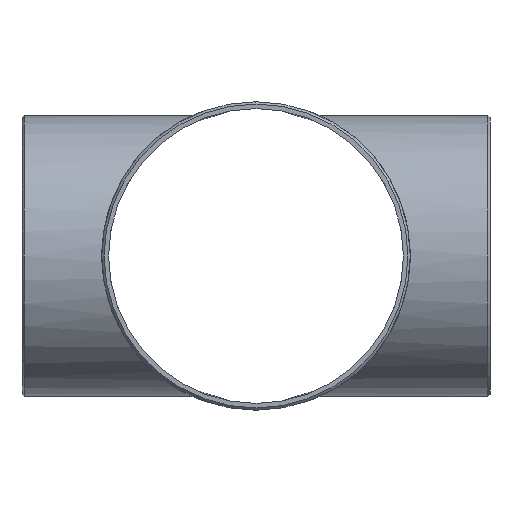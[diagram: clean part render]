
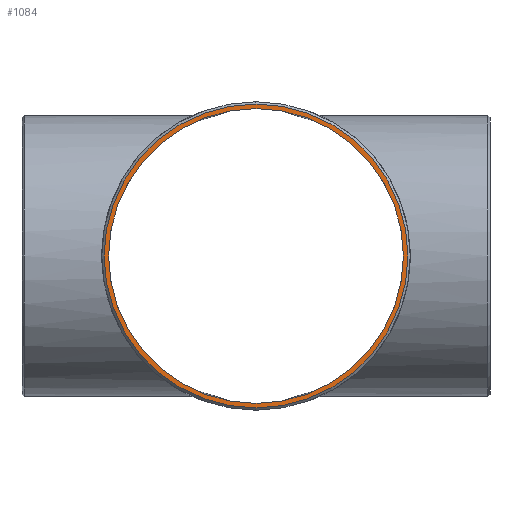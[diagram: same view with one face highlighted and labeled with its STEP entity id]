
A CAD part, left-side view. The second image highlights one B-rep face of the part: STEP entity #1084.
In plain terms, the highlighted planar face has unit normal (-1, 0, 0).
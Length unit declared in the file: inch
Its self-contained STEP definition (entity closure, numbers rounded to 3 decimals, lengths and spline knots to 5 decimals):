
#12 = EDGE_CURVE ( 'NONE', #49, #842, #1514, .T. ) ;
#49 = VERTEX_POINT ( 'NONE', #1140 ) ;
#149 = DIRECTION ( 'NONE',  ( 0., 0., -1. ) ) ;
#172 = DIRECTION ( 'NONE',  ( -1., 0., 0. ) ) ;
#174 = CARTESIAN_POINT ( 'NONE',  ( -11., 0., -6.896 ) ) ;
#196 = CARTESIAN_POINT ( 'NONE',  ( -11., 0., 0. ) ) ;
#264 = AXIS2_PLACEMENT_3D ( 'NONE', #196, #697, #935 ) ;
#331 = DIRECTION ( 'NONE',  ( 1., 0., 0. ) ) ;
#498 = ORIENTED_EDGE ( 'NONE', *, *, #550, .T. ) ;
#526 = ORIENTED_EDGE ( 'NONE', *, *, #1200, .T. ) ;
#544 = CIRCLE ( 'NONE', #678, 6.688 ) ;
#550 = EDGE_CURVE ( 'NONE', #1506, #1625, #1461, .T. ) ;
#617 = DIRECTION ( 'NONE',  ( 0., 0., 1. ) ) ;
#678 = AXIS2_PLACEMENT_3D ( 'NONE', #1473, #331, #1635 ) ;
#697 = DIRECTION ( 'NONE',  ( -1., 0., 0. ) ) ;
#737 = AXIS2_PLACEMENT_3D ( 'NONE', #1057, #172, #149 ) ;
#746 = EDGE_LOOP ( 'NONE', ( #1499, #526 ) ) ;
#751 = CARTESIAN_POINT ( 'NONE',  ( -11., 0., 0. ) ) ;
#784 = AXIS2_PLACEMENT_3D ( 'NONE', #751, #893, #617 ) ;
#831 = DIRECTION ( 'NONE',  ( -1., 0., 0. ) ) ;
#842 = VERTEX_POINT ( 'NONE', #1384 ) ;
#866 = EDGE_LOOP ( 'NONE', ( #498, #1115 ) ) ;
#875 = AXIS2_PLACEMENT_3D ( 'NONE', #1101, #831, #1334 ) ;
#893 = DIRECTION ( 'NONE',  ( 1., 0., 0. ) ) ;
#935 = DIRECTION ( 'NONE',  ( 0., 0., 1. ) ) ;
#988 = CIRCLE ( 'NONE', #264, 6.896 ) ;
#1057 = CARTESIAN_POINT ( 'NONE',  ( -11., 0., 0. ) ) ;
#1084 = ADVANCED_FACE ( 'NONE', ( #1281, #1413 ), #1173, .T. ) ;
#1101 = CARTESIAN_POINT ( 'NONE',  ( -11., 0., 0. ) ) ;
#1115 = ORIENTED_EDGE ( 'NONE', *, *, #1428, .T. ) ;
#1140 = CARTESIAN_POINT ( 'NONE',  ( -11., 0., 6.688 ) ) ;
#1173 = PLANE ( 'NONE',  #737 ) ;
#1200 = EDGE_CURVE ( 'NONE', #842, #49, #544, .T. ) ;
#1281 = FACE_OUTER_BOUND ( 'NONE', #866, .T. ) ;
#1334 = DIRECTION ( 'NONE',  ( 0., 0., 1. ) ) ;
#1384 = CARTESIAN_POINT ( 'NONE',  ( -11., 0., -6.688 ) ) ;
#1413 = FACE_BOUND ( 'NONE', #746, .T. ) ;
#1428 = EDGE_CURVE ( 'NONE', #1625, #1506, #988, .T. ) ;
#1461 = CIRCLE ( 'NONE', #875, 6.896 ) ;
#1473 = CARTESIAN_POINT ( 'NONE',  ( -11., 0., 0. ) ) ;
#1496 = CARTESIAN_POINT ( 'NONE',  ( -11., 0., 6.896 ) ) ;
#1499 = ORIENTED_EDGE ( 'NONE', *, *, #12, .T. ) ;
#1506 = VERTEX_POINT ( 'NONE', #174 ) ;
#1514 = CIRCLE ( 'NONE', #784, 6.688 ) ;
#1625 = VERTEX_POINT ( 'NONE', #1496 ) ;
#1635 = DIRECTION ( 'NONE',  ( 0., 0., 1. ) ) ;
